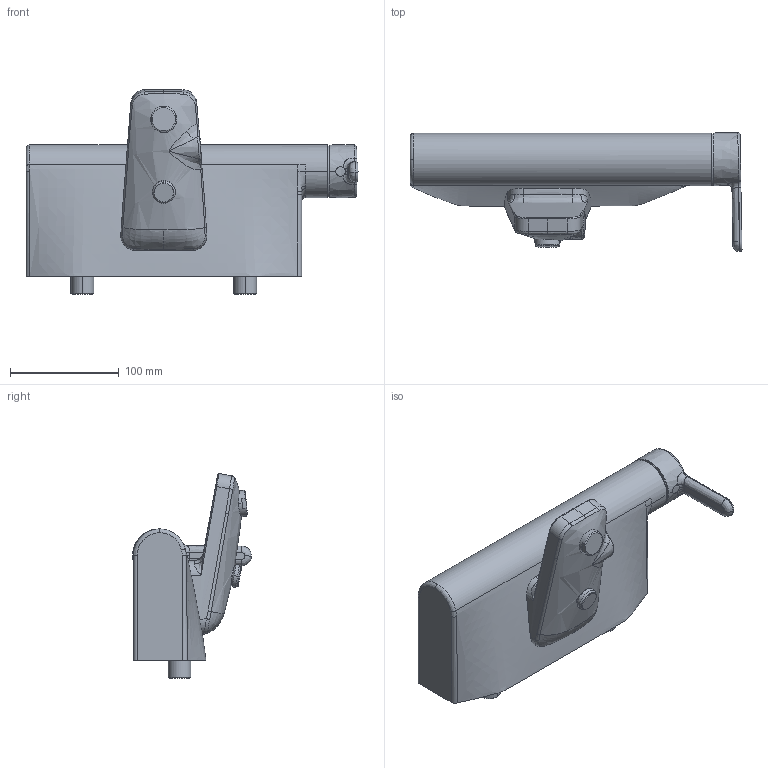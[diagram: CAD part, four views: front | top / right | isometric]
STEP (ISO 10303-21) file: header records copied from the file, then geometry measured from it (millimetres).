
FILE_DESCRIPTION (( 'STEP AP203' ), '1' );
FILE_NAME ('3040U(2017)+51852183.STEP', '2018-02-12T07:22:35', ( '' ), ( '' ), 'SwSTEP 2.0', 'SolidWorks 2016', '' );
FILE_SCHEMA (( 'CONFIG_CONTROL_DESIGN' ));
Length unit declared in the file: millimetre
Products named in the file (1): 3040U(2017)+51852183
Bounding box: 305.95 x 109.49 x 188.78 mm (x, y, z)
Volume: 1998123.9 mm3; surface area: 127343.7 mm2
Topology: 1 solids, 1 shells, 134 faces, 322 edges, 196 vertices
Faces by surface type: bspline 76, cylinder 23, plane 17, cone 13, torus 4, sphere 1
Entity records: 15823 total; most frequent: CARTESIAN_POINT 13315, ORIENTED_EDGE 636, EDGE_CURVE 318, DIRECTION 296, VERTEX_POINT 195, B_SPLINE_CURVE_WITH_KNOTS 181, EDGE_LOOP 143, FACE_OUTER_BOUND 134
